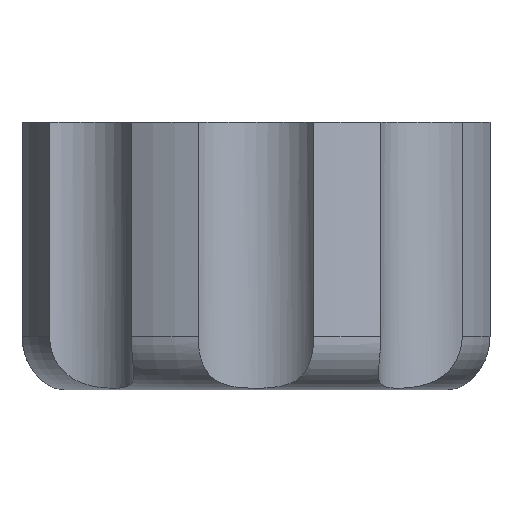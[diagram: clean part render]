
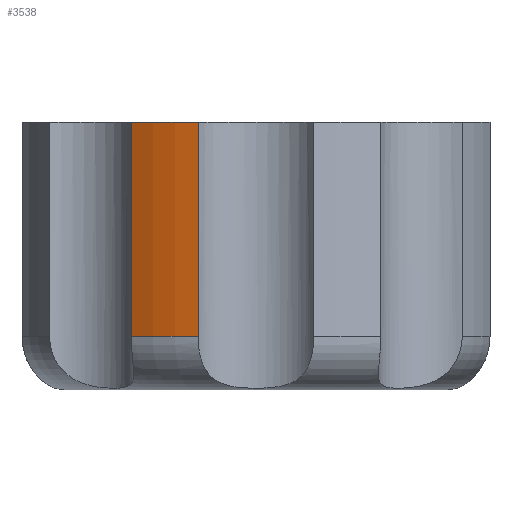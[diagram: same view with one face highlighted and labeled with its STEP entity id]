
A CAD part, left-side view. The second image highlights one B-rep face of the part: STEP entity #3538.
In plain terms, the highlighted cylindrical face has radius 9 mm (diameter 18 mm), a partial arc.
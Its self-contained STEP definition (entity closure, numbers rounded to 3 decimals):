
#45 = TOROIDAL_SURFACE('',#46,7.,2.);
#46 = AXIS2_PLACEMENT_3D('',#47,#48,#49);
#47 = CARTESIAN_POINT('',(91.,29.,-9.));
#48 = DIRECTION('',(0.,0.,-1.));
#49 = DIRECTION('',(1.,0.,0.));
#100 = PLANE('',#101);
#101 = AXIS2_PLACEMENT_3D('',#102,#103,#104);
#102 = CARTESIAN_POINT('',(91.,29.,-1.));
#103 = DIRECTION('',(0.,0.,-1.));
#104 = DIRECTION('',(1.,0.,0.));
#1360 = VERTEX_POINT('',#1361);
#1361 = CARTESIAN_POINT('',(82.263,31.158,-9.));
#1541 = CYLINDRICAL_SURFACE('',#1542,2.5);
#1542 = AXIS2_PLACEMENT_3D('',#1543,#1544,#1545);
#1543 = CARTESIAN_POINT('',(81.,29.,-1.));
#1544 = DIRECTION('',(0.,0.,-1.));
#1545 = DIRECTION('',(-1.,0.,0.));
#1636 = EDGE_CURVE('',#1360,#1637,#1639,.T.);
#1637 = VERTEX_POINT('',#1638);
#1638 = CARTESIAN_POINT('',(83.296,33.653,-9.));
#1639 = SURFACE_CURVE('',#1640,(#1645,#1652),.PCURVE_S1.);
#1640 = CIRCLE('',#1641,9.);
#1641 = AXIS2_PLACEMENT_3D('',#1642,#1643,#1644);
#1642 = CARTESIAN_POINT('',(91.,29.,-9.));
#1643 = DIRECTION('',(0.,0.,-1.));
#1644 = DIRECTION('',(1.,0.,0.));
#1645 = PCURVE('',#45,#1646);
#1646 = DEFINITIONAL_REPRESENTATION('',(#1647),#1651);
#1647 = LINE('',#1648,#1649);
#1648 = CARTESIAN_POINT('',(0.,0.));
#1649 = VECTOR('',#1650,1.);
#1650 = DIRECTION('',(1.,0.));
#1651 = ( GEOMETRIC_REPRESENTATION_CONTEXT(2) 
PARAMETRIC_REPRESENTATION_CONTEXT() REPRESENTATION_CONTEXT('2D SPACE',''
  ) );
#1652 = PCURVE('',#1653,#1658);
#1653 = CYLINDRICAL_SURFACE('',#1654,9.);
#1654 = AXIS2_PLACEMENT_3D('',#1655,#1656,#1657);
#1655 = CARTESIAN_POINT('',(91.,29.,-1.));
#1656 = DIRECTION('',(0.,0.,-1.));
#1657 = DIRECTION('',(1.,0.,0.));
#1658 = DEFINITIONAL_REPRESENTATION('',(#1659),#1663);
#1659 = LINE('',#1660,#1661);
#1660 = CARTESIAN_POINT('',(0.,8.));
#1661 = VECTOR('',#1662,1.);
#1662 = DIRECTION('',(1.,0.));
#1663 = ( GEOMETRIC_REPRESENTATION_CONTEXT(2) 
PARAMETRIC_REPRESENTATION_CONTEXT() REPRESENTATION_CONTEXT('2D SPACE',''
  ) );
#1847 = CYLINDRICAL_SURFACE('',#1848,2.5);
#1848 = AXIS2_PLACEMENT_3D('',#1849,#1850,#1851);
#1849 = CARTESIAN_POINT('',(83.929,36.071,-1.));
#1850 = DIRECTION('',(0.,0.,-1.));
#1851 = DIRECTION('',(-0.707,0.707,0.));
#2779 = VERTEX_POINT('',#2780);
#2780 = CARTESIAN_POINT('',(82.263,31.158,-1.));
#2802 = EDGE_CURVE('',#2779,#2803,#2805,.T.);
#2803 = VERTEX_POINT('',#2804);
#2804 = CARTESIAN_POINT('',(83.296,33.653,-1.));
#2805 = SURFACE_CURVE('',#2806,(#2811,#2818),.PCURVE_S1.);
#2806 = CIRCLE('',#2807,9.);
#2807 = AXIS2_PLACEMENT_3D('',#2808,#2809,#2810);
#2808 = CARTESIAN_POINT('',(91.,29.,-1.));
#2809 = DIRECTION('',(0.,0.,-1.));
#2810 = DIRECTION('',(1.,0.,0.));
#2811 = PCURVE('',#100,#2812);
#2812 = DEFINITIONAL_REPRESENTATION('',(#2813),#2817);
#2813 = CIRCLE('',#2814,9.);
#2814 = AXIS2_PLACEMENT_2D('',#2815,#2816);
#2815 = CARTESIAN_POINT('',(0.,0.));
#2816 = DIRECTION('',(1.,0.));
#2817 = ( GEOMETRIC_REPRESENTATION_CONTEXT(2) 
PARAMETRIC_REPRESENTATION_CONTEXT() REPRESENTATION_CONTEXT('2D SPACE',''
  ) );
#2818 = PCURVE('',#1653,#2819);
#2819 = DEFINITIONAL_REPRESENTATION('',(#2820),#2824);
#2820 = LINE('',#2821,#2822);
#2821 = CARTESIAN_POINT('',(0.,0.));
#2822 = VECTOR('',#2823,1.);
#2823 = DIRECTION('',(1.,0.));
#2824 = ( GEOMETRIC_REPRESENTATION_CONTEXT(2) 
PARAMETRIC_REPRESENTATION_CONTEXT() REPRESENTATION_CONTEXT('2D SPACE',''
  ) );
#3519 = EDGE_CURVE('',#2803,#1637,#3520,.T.);
#3520 = SURFACE_CURVE('',#3521,(#3525,#3531),.PCURVE_S1.);
#3521 = LINE('',#3522,#3523);
#3522 = CARTESIAN_POINT('',(83.296,33.653,-1.));
#3523 = VECTOR('',#3524,1.);
#3524 = DIRECTION('',(0.,0.,-1.));
#3525 = PCURVE('',#1847,#3526);
#3526 = DEFINITIONAL_REPRESENTATION('',(#3527),#3530);
#3527 = B_SPLINE_CURVE_WITH_KNOTS('',1,(#3528,#3529),.UNSPECIFIED.,.F.,
  .F.,(2,2),(0.,8.),.PIECEWISE_BEZIER_KNOTS.);
#3528 = CARTESIAN_POINT('',(4.183,0.));
#3529 = CARTESIAN_POINT('',(4.183,8.));
#3530 = ( GEOMETRIC_REPRESENTATION_CONTEXT(2) 
PARAMETRIC_REPRESENTATION_CONTEXT() REPRESENTATION_CONTEXT('2D SPACE',''
  ) );
#3531 = PCURVE('',#1653,#3532);
#3532 = DEFINITIONAL_REPRESENTATION('',(#3533),#3536);
#3533 = B_SPLINE_CURVE_WITH_KNOTS('',1,(#3534,#3535),.UNSPECIFIED.,.F.,
  .F.,(2,2),(0.,8.),.PIECEWISE_BEZIER_KNOTS.);
#3534 = CARTESIAN_POINT('',(3.685,0.));
#3535 = CARTESIAN_POINT('',(3.685,8.));
#3536 = ( GEOMETRIC_REPRESENTATION_CONTEXT(2) 
PARAMETRIC_REPRESENTATION_CONTEXT() REPRESENTATION_CONTEXT('2D SPACE',''
  ) );
#3538 = ADVANCED_FACE('',(#3539),#1653,.T.);
#3539 = FACE_BOUND('',#3540,.T.);
#3540 = EDGE_LOOP('',(#3541,#3542,#3543,#3562));
#3541 = ORIENTED_EDGE('',*,*,#3519,.T.);
#3542 = ORIENTED_EDGE('',*,*,#1636,.F.);
#3543 = ORIENTED_EDGE('',*,*,#3544,.F.);
#3544 = EDGE_CURVE('',#2779,#1360,#3545,.T.);
#3545 = SURFACE_CURVE('',#3546,(#3550,#3556),.PCURVE_S1.);
#3546 = LINE('',#3547,#3548);
#3547 = CARTESIAN_POINT('',(82.263,31.158,-1.));
#3548 = VECTOR('',#3549,1.);
#3549 = DIRECTION('',(0.,0.,-1.));
#3550 = PCURVE('',#1653,#3551);
#3551 = DEFINITIONAL_REPRESENTATION('',(#3552),#3555);
#3552 = B_SPLINE_CURVE_WITH_KNOTS('',1,(#3553,#3554),.UNSPECIFIED.,.F.,
  .F.,(2,2),(0.,8.),.PIECEWISE_BEZIER_KNOTS.);
#3553 = CARTESIAN_POINT('',(3.384,0.));
#3554 = CARTESIAN_POINT('',(3.384,8.));
#3555 = ( GEOMETRIC_REPRESENTATION_CONTEXT(2) 
PARAMETRIC_REPRESENTATION_CONTEXT() REPRESENTATION_CONTEXT('2D SPACE',''
  ) );
#3556 = PCURVE('',#1541,#3557);
#3557 = DEFINITIONAL_REPRESENTATION('',(#3558),#3561);
#3558 = B_SPLINE_CURVE_WITH_KNOTS('',1,(#3559,#3560),.UNSPECIFIED.,.F.,
  .F.,(2,2),(0.,8.),.PIECEWISE_BEZIER_KNOTS.);
#3559 = CARTESIAN_POINT('',(2.1,0.));
#3560 = CARTESIAN_POINT('',(2.1,8.));
#3561 = ( GEOMETRIC_REPRESENTATION_CONTEXT(2) 
PARAMETRIC_REPRESENTATION_CONTEXT() REPRESENTATION_CONTEXT('2D SPACE',''
  ) );
#3562 = ORIENTED_EDGE('',*,*,#2802,.T.);
